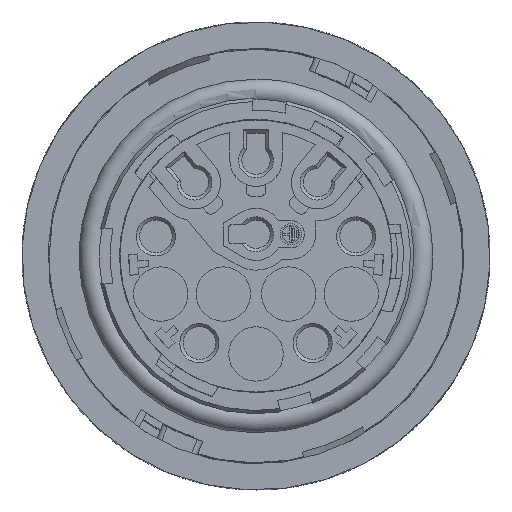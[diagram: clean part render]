
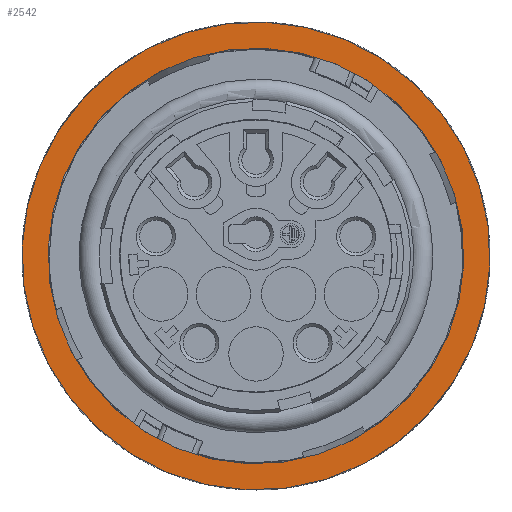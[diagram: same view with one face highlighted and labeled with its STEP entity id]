
A CAD part, left-side view. The second image highlights one B-rep face of the part: STEP entity #2542.
In plain terms, the highlighted planar face has unit normal (-1, 0, 0).
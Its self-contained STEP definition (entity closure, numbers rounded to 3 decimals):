
#695=FACE_BOUND('',#4917,.T.);
#696=FACE_BOUND('',#4918,.T.);
#1699=CIRCLE('',#17868,21.5);
#1700=CIRCLE('',#17870,19.1);
#2542=ADVANCED_FACE('',(#695,#696),#3230,.T.);
#3230=PLANE('',#17871);
#4917=EDGE_LOOP('',(#8726));
#4918=EDGE_LOOP('',(#8727));
#8726=ORIENTED_EDGE('',*,*,#13557,.T.);
#8727=ORIENTED_EDGE('',*,*,#13556,.F.);
#11341=VERTEX_POINT('',#28139);
#11342=VERTEX_POINT('',#28142);
#13556=EDGE_CURVE('',#11341,#11341,#1699,.T.);
#13557=EDGE_CURVE('',#11342,#11342,#1700,.T.);
#17868=AXIS2_PLACEMENT_3D('',#28138,#21759,#21760);
#17870=AXIS2_PLACEMENT_3D('',#28141,#21763,#21764);
#17871=AXIS2_PLACEMENT_3D('',#28143,#21765,#21766);
#21759=DIRECTION('',(1.,0.,0.));
#21760=DIRECTION('',(0.,0.924,0.382));
#21763=DIRECTION('',(1.,0.,0.));
#21764=DIRECTION('',(0.,0.924,0.382));
#21765=DIRECTION('',(-1.,0.,0.));
#21766=DIRECTION('',(0.,0.924,0.382));
#28138=CARTESIAN_POINT('',(-54.759,7.674,0.));
#28139=CARTESIAN_POINT('',(-54.759,27.545,8.21));
#28141=CARTESIAN_POINT('',(-54.759,7.674,0.));
#28142=CARTESIAN_POINT('',(-54.759,25.327,7.293));
#28143=CARTESIAN_POINT('',(-54.759,-23.122,12.603));
